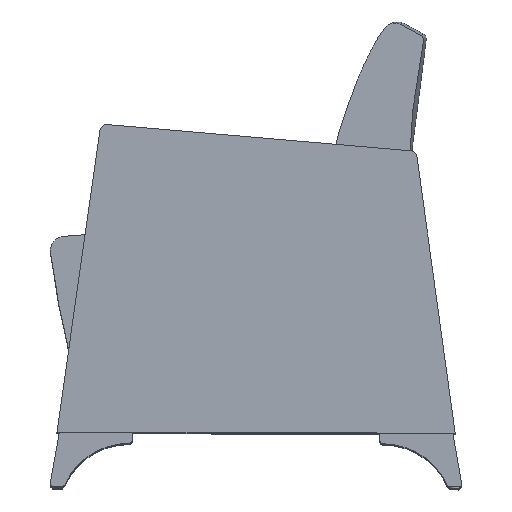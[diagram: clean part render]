
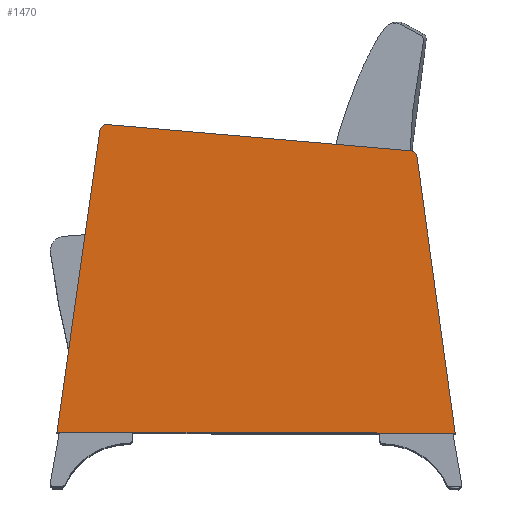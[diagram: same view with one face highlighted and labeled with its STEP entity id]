
A CAD part, top view. The second image highlights one B-rep face of the part: STEP entity #1470.
In plain terms, the highlighted planar face has unit normal (0, 0, 1).
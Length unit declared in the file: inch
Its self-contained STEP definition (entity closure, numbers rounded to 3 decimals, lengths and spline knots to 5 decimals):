
#257=PLANE('',#1625);
#283=FACE_OUTER_BOUND('',#386,.T.);
#386=EDGE_LOOP('',(#1050,#1051,#1052,#1053,#1054,#1055));
#516=LINE('',#2263,#564);
#519=LINE('',#2268,#567);
#520=LINE('',#2273,#568);
#521=LINE('',#2274,#569);
#564=VECTOR('',#1830,0.3937);
#567=VECTOR('',#1835,0.3937);
#568=VECTOR('',#1840,0.3937);
#569=VECTOR('',#1841,0.3937);
#606=CIRCLE('',#1619,0.5);
#609=CIRCLE('',#1626,0.5);
#687=VERTEX_POINT('',#2243);
#688=VERTEX_POINT('',#2244);
#695=VERTEX_POINT('',#2262);
#696=VERTEX_POINT('',#2266);
#697=VERTEX_POINT('',#2270);
#698=VERTEX_POINT('',#2272);
#825=EDGE_CURVE('',#687,#688,#606,.T.);
#834=EDGE_CURVE('',#688,#695,#516,.T.);
#837=EDGE_CURVE('',#687,#696,#519,.T.);
#838=EDGE_CURVE('',#697,#696,#609,.T.);
#839=EDGE_CURVE('',#698,#697,#520,.T.);
#840=EDGE_CURVE('',#695,#698,#521,.T.);
#1050=ORIENTED_EDGE('',*,*,#825,.F.);
#1051=ORIENTED_EDGE('',*,*,#837,.T.);
#1052=ORIENTED_EDGE('',*,*,#838,.F.);
#1053=ORIENTED_EDGE('',*,*,#839,.F.);
#1054=ORIENTED_EDGE('',*,*,#840,.F.);
#1055=ORIENTED_EDGE('',*,*,#834,.F.);
#1470=ADVANCED_FACE('',(#283),#257,.T.);
#1619=AXIS2_PLACEMENT_3D('',#2245,#1814,#1815);
#1625=AXIS2_PLACEMENT_3D('',#2269,#1836,#1837);
#1626=AXIS2_PLACEMENT_3D('',#2271,#1838,#1839);
#1814=DIRECTION('center_axis',(0.,0.,-1.));
#1815=DIRECTION('ref_axis',(0.687,0.726,0.));
#1830=DIRECTION('',(0.139,-0.99,0.));
#1835=DIRECTION('',(-0.996,0.084,0.));
#1836=DIRECTION('center_axis',(0.,0.,1.));
#1837=DIRECTION('ref_axis',(1.,0.,0.));
#1838=DIRECTION('center_axis',(0.,0.,-1.));
#1839=DIRECTION('ref_axis',(-0.656,0.755,0.));
#1840=DIRECTION('',(0.139,0.99,0.));
#1841=DIRECTION('',(-1.,0.,0.));
#2243=CARTESIAN_POINT('',(9.12104,20.07558,2.75));
#2244=CARTESIAN_POINT('',(9.57405,19.64695,2.75));
#2245=CARTESIAN_POINT('Origin',(9.07891,19.57736,2.75));
#2262=CARTESIAN_POINT('',(12.28079,0.38751,2.75));
#2263=CARTESIAN_POINT('',(9.25916,21.88751,2.75));
#2266=CARTESIAN_POINT('',(-12.15771,21.87479,2.75));
#2268=CARTESIAN_POINT('',(-6.44152,21.39147,2.75));
#2269=CARTESIAN_POINT('Origin',(-1.61059,10.43854,2.75));
#2270=CARTESIAN_POINT('',(-12.54082,21.45709,2.75));
#2271=CARTESIAN_POINT('Origin',(-12.04569,21.38751,2.75));
#2272=CARTESIAN_POINT('',(-15.50196,0.38751,2.75));
#2273=CARTESIAN_POINT('',(-15.50196,0.38751,2.75));
#2274=CARTESIAN_POINT('',(12.28079,0.38751,2.75));
